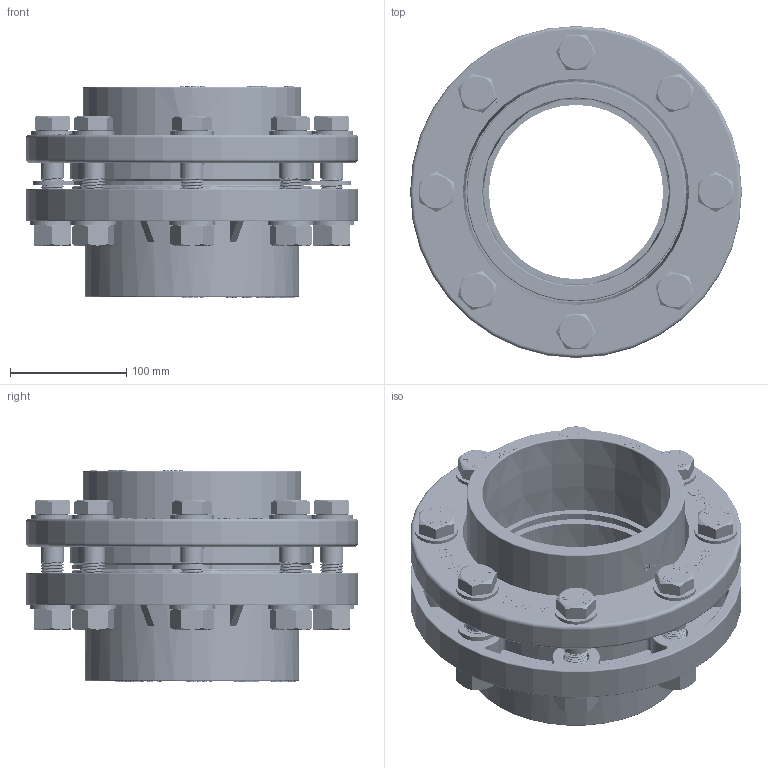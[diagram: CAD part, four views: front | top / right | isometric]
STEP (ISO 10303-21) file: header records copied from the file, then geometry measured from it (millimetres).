
FILE_DESCRIPTION(/* description */ (''),/* implementation_level */ '2;1');
FILE_NAME(/* name */ 'AF0708.V4A.160.step',/* time_stamp */ '2026-02-13T12:04:43+01:00',/* author */ (''),/* organization */ (''),/* preprocessor_version */ 'ST-DEVELOPER v20.1',/* originating_system */ 'Autodesk Translation Framework v14.24.0.0',/* authorisation */ '');
FILE_SCHEMA (('AUTOMOTIVE_DESIGN { 1 0 10303 214 3 1 1 }'));
Length unit declared in the file: millimetre
Products named in the file (8): 2026-02-13-08-03-28-212; 2026-02-13-09-04-59-192; 2026-02-13-09-04-52-927; 2026-02-13-09-05-03-723; DIN 125 - A 23 Stahl 100 HV Einfach; DIN 125 - A 21 Stahl 100 HV Einfach; 2026-02-13-12-02-19-533; 2026-02-13-10-02-07-577
Assembly tree (35 placements, depth 2):
  2026-02-13-08-03-28-212
    2026-02-13-09-04-59-192
    2026-02-13-09-04-52-927
    2026-02-13-09-05-03-723
    2026-02-13-10-02-07-577  x8
    DIN 125 - A 23 Stahl 100 HV Einfach  x8
    2026-02-13-12-02-19-533  x8
    DIN 125 - A 21 Stahl 100 HV Einfach  x8
Bounding box: 285 x 285 x 181.45 mm (x, y, z)
Volume: 3100291.7 mm3; surface area: 698772.5 mm2
Topology: 36 solids, 36 shells, 3698 faces, 9987 edges, 6613 vertices
Faces by surface type: plane 2018, cylinder 761, bspline 733, torus 113, cone 73
Full cylindrical faces by diameter (mm): 2.499 x1, 3.748 x1, 4.667 x1, 6.222 x1, 16.938 x144, 19.519 x32, 19.791 x160, 21 x8, 22 x16, 22.293 x40, 22.5 x2, 23 x8, 37 x8, 39 x8, 149.6 x1, 149.8 x1, 160 x1, 184.6 x1, 188 x1, 209.1 x1, 285 x2
Entity records: 85760 total; most frequent: CARTESIAN_POINT 29056, ORIENTED_EDGE 12610, DIRECTION 10199, EDGE_CURVE 6305, LINE 4453, VECTOR 4453, VERTEX_POINT 4177, AXIS2_PLACEMENT_3D 2873
